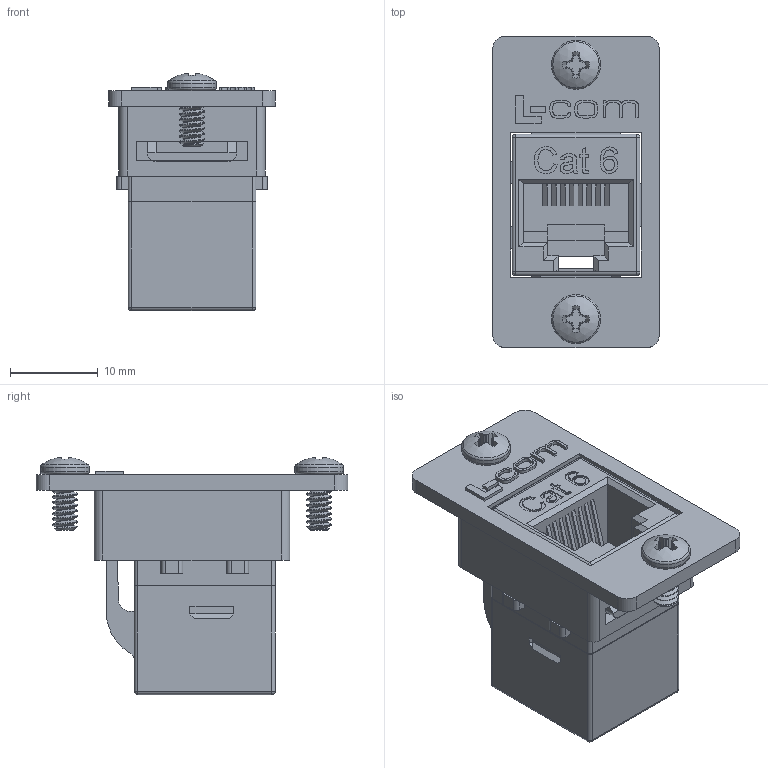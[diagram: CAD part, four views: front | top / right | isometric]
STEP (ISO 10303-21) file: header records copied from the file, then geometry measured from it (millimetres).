
FILE_DESCRIPTION (( 'STEP AP214' ), '1' );
FILE_NAME ('ECF504-C6-MINI.STEP', '2018-01-12T19:47:13', ( '' ), ( '' ), 'SwSTEP 2.0', 'SolidWorks 2014', '' );
FILE_SCHEMA (( 'AUTOMOTIVE_DESIGN' ));
Length unit declared in the file: inch
Products named in the file (4): 91772A106_91772A106; TDG1026KCx-MINI_Cat 6; ECF-SK_with Global Connectivity logo; ECF504-C6-MINI
Assembly tree (4 placements, depth 2):
  ECF504-C6-MINI
    ECF-SK_with Global Connectivity logo
    TDG1026KCx-MINI_Cat 6
    91772A106_91772A106  x2
Bounding box: 19.05 x 35.56 x 27.07 mm (x, y, z)
Volume: 5224.4 mm3; surface area: 6635.6 mm2
Topology: 4 solids, 4 shells, 649 faces, 1814 edges, 1170 vertices
Faces by surface type: plane 391, bspline 122, cylinder 112, sphere 10, cone 10, torus 4
Full cylindrical faces by diameter (mm): 3.175 x2, 5.563 x2
Entity records: 25145 total; most frequent: CARTESIAN_POINT 10035, ORIENTED_EDGE 3250, DIRECTION 2366, EDGE_CURVE 1625, LINE 1188, VECTOR 1188, VERTEX_POINT 1054, EDGE_LOOP 653
